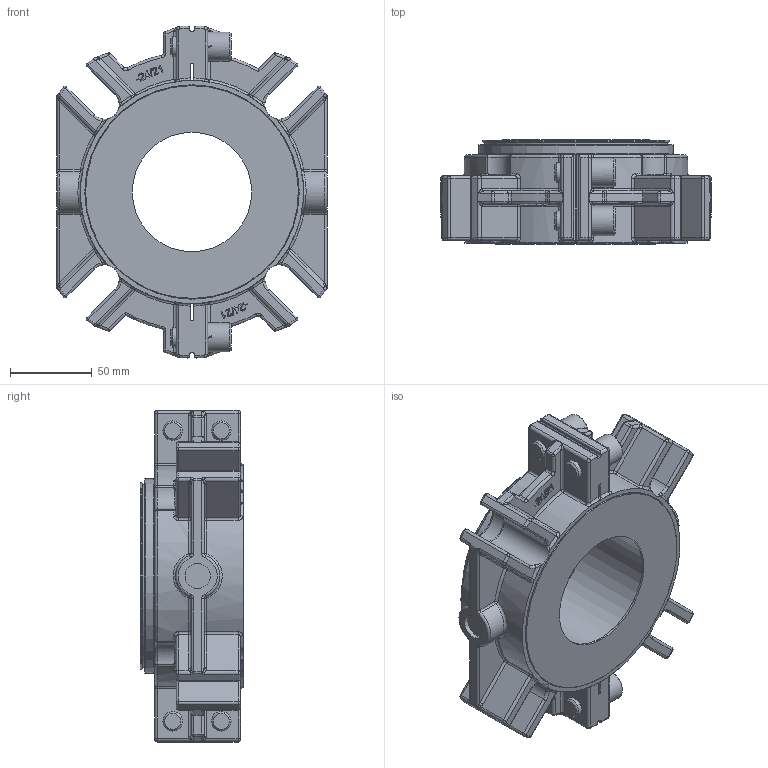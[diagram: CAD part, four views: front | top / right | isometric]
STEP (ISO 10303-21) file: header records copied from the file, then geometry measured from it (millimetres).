
FILE_DESCRIPTION(/* description */ ('Unknown'),/* implementation_level */ '2;1');
FILE_NAME(/* name */ '2.875 RDSX -24_21 SEAL ARRANGEMENT',/* time_stamp */ '2023-02-21T14:04:34-05:00',/* author */ ('Unknown'),/* organization */ ('Unknown'),/* preprocessor_version */ 'ST-DEVELOPER v16.7',/* originating_system */ 'Solid Edge',/* authorisation */ 'Unknown');
FILE_SCHEMA (('AUTOMOTIVE_DESIGN {1 0 10303 214 3 1 1}'));
Length unit declared in the file: millimetre
Products named in the file (1): 3209498
Bounding box: 165.29 x 63.5 x 203.14 mm (x, y, z)
Volume: 846051.7 mm3; surface area: 117094.7 mm2
Topology: 1 solids, 1 shells, 912 faces, 2231 edges, 1286 vertices
Faces by surface type: cylinder 291, plane 221, torus 173, bspline 136, sphere 80, cone 11
Full cylindrical faces by diameter (mm): 12 x8, 15.342 x2, 18 x4, 73.025 x1, 73.152 x1, 76.2 x1, 111.76 x1, 114.3 x1, 119.38 x1, 130.175 x1, 130.683 x1
Entity records: 28042 total; most frequent: CARTESIAN_POINT 7810, DIRECTION 4352, ORIENTED_EDGE 4168, EDGE_CURVE 2084, AXIS2_PLACEMENT_3D 1786, VERTEX_POINT 1240, EDGE_LOOP 990, FACE_BOUND 990
